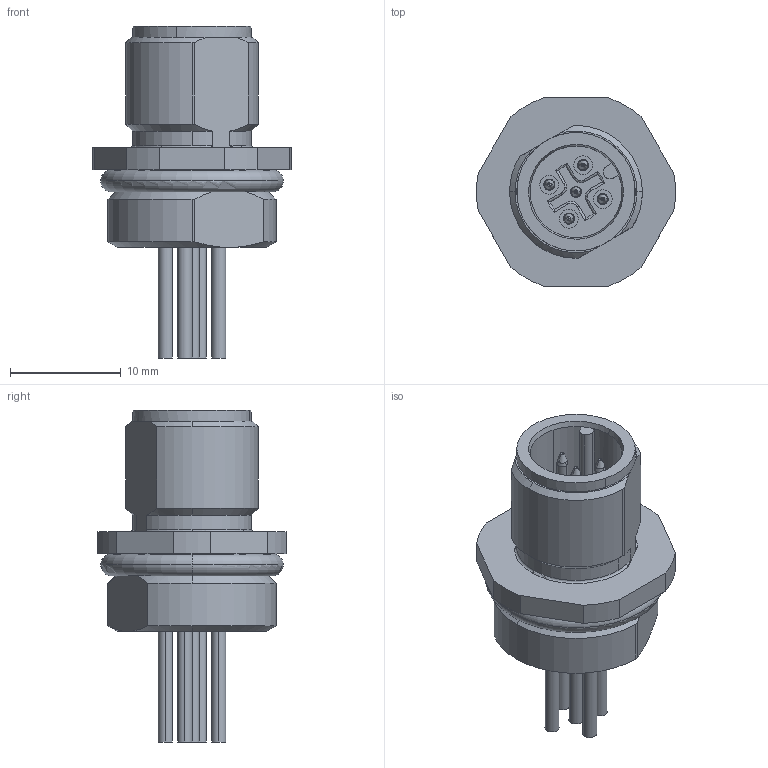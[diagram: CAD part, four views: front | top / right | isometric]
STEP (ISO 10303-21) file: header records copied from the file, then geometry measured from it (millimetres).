
FILE_DESCRIPTION((''),'2;1');
FILE_NAME('DM_CAD-2100','2015-03-31T',('Creinig-se'),(''),'PRO/ENGINEER BY PARAMETRIC TECHNOLOGY CORPORATION, 2013050','PRO/ENGINEER BY PARAMETRIC TECHNOLOGY CORPORATION, 2013050','');
FILE_SCHEMA(('CONFIG_CONTROL_DESIGN'));
Length unit declared in the file: millimetre
Products named in the file (1): DM_CAD-2100
Bounding box: 17.96 x 17 x 30 mm (x, y, z)
Volume: 2487.9 mm3; surface area: 1970.6 mm2
Topology: 1 solids, 1 shells, 184 faces, 457 edges, 293 vertices
Faces by surface type: cylinder 73, plane 45, cone 28, bspline 20, torus 18
Entity records: 8417 total; most frequent: CARTESIAN_POINT 1683, DIRECTION 1025, ORIENTED_EDGE 914, PRESENTATION_STYLE_ASSIGNMENT 522, STYLED_ITEM 458, CURVE_STYLE 457, EDGE_CURVE 457, AXIS2_PLACEMENT_3D 434
